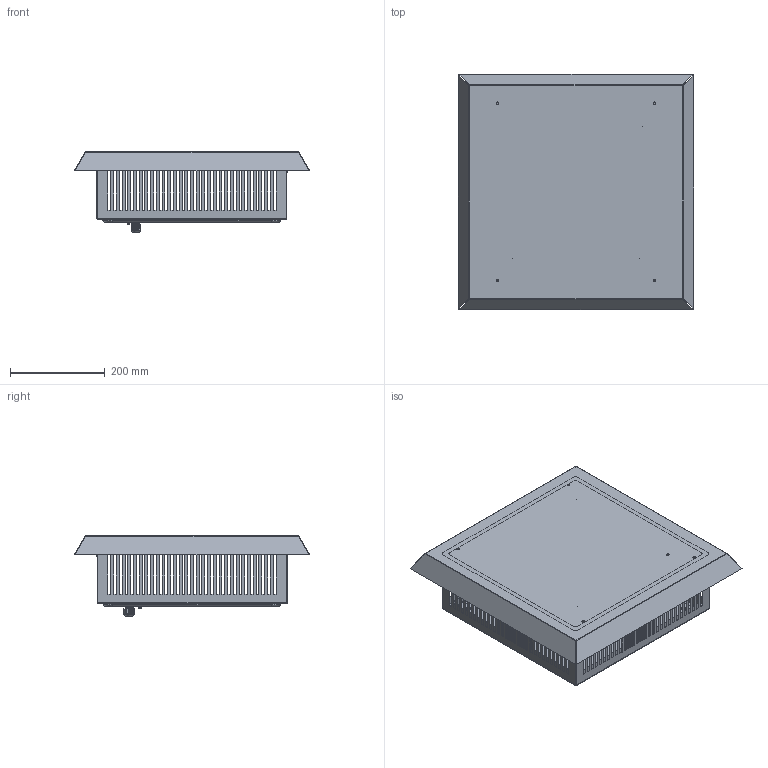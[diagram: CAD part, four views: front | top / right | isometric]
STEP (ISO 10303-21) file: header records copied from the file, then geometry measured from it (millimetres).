
FILE_DESCRIPTION(/* description */ (''),/* implementation_level */ '2;1');
FILE_NAME(/* name */ 'КВФ 400х400-280.stp',/* time_stamp */ '2023-11-17T15:30:09+03:00',/* author */ ('Василий'),/* organization */ (''),/* preprocessor_version */ 'ST-DEVELOPER v18.1',/* originating_system */ 'Autodesk Inventor 2021',/* authorisation */ '');
FILE_SCHEMA (('AUTOMOTIVE_DESIGN { 1 0 10303 214 3 1 1 }'));
Products named in the file (1): КВФ 400х400.280
Bounding box: 495.51 x 495.51 x 169.17 mm (x, y, z)
Volume: 633396.5 mm3; surface area: 1358800.1 mm2
Topology: 10 solids, 10 shells, 1561 faces, 4438 edges, 2889 vertices
Faces by surface type: plane 1117, cylinder 356, bspline 50, torus 34, cone 4
Full cylindrical faces by diameter (mm): 0.5 x3, 4.517 x2, 5.5 x4, 6 x34, 6.5 x4, 8.927 x1, 9 x4, 11 x1, 13.776 x1, 14.776 x3, 15.5 x1, 16 x3, 17 x3, 24 x1
Entity records: 76450 total; most frequent: CARTESIAN_POINT 34556, ORIENTED_EDGE 8876, DIRECTION 7117, EDGE_CURVE 4438, LINE 3163, VECTOR 3163, VERTEX_POINT 2889, EDGE_LOOP 2107
